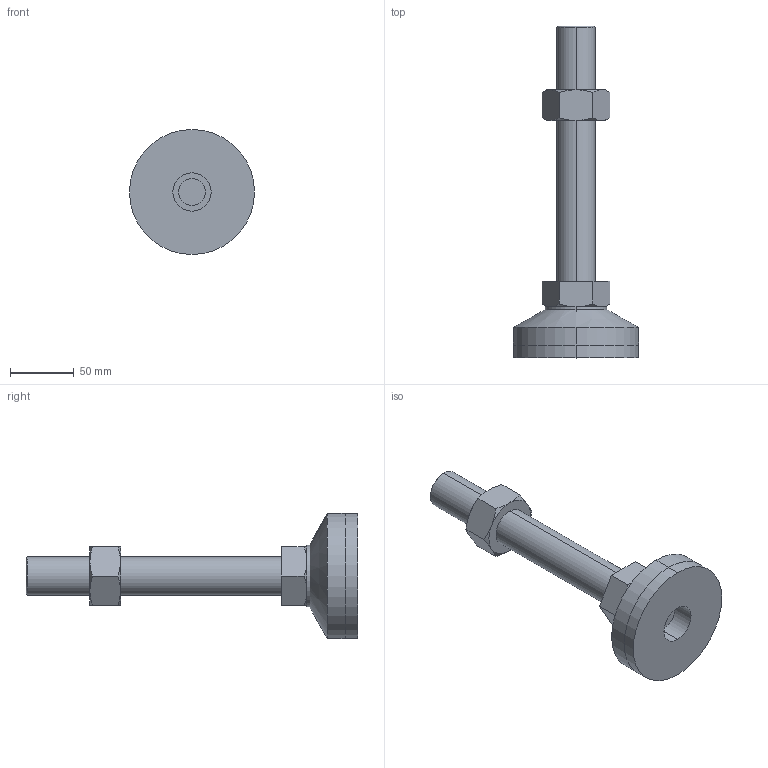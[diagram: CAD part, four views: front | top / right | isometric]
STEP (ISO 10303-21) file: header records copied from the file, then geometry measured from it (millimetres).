
FILE_DESCRIPTION (( 'STEP AP203' ), '1' );
FILE_NAME ('K-1276-B-30-200.STEP', '2009-08-05T01:38:04', ( ' ' ), ( ' ' ), 'SwSTEP 2.0', 'SolidWorks 2007', '' );
FILE_SCHEMA (( 'CONFIG_CONTROL_DESIGN' ));
Length unit declared in the file: millimetre
Products named in the file (6): K-1276-B底部パッド__ﾃﾞﾌｫﾙﾄ; K-1276-B-30-200; K-1276-B儃儖僩__K-1276-B-30-200; K-1276-B儚僢僔儍乕__M30; K-1276-B掙晹__棉太倌; K-1276-B六角ナット__M30
Assembly tree (5 placements, depth 2):
  K-1276-B-30-200
    K-1276-B底部パッド__ﾃﾞﾌｫﾙﾄ
    K-1276-B儚僢僔儍乕__M30
    K-1276-B六角ナット__M30
    K-1276-B儃儖僩__K-1276-B-30-200
    K-1276-B掙晹__棉太倌
Bounding box: 98 x 260 x 98 mm (x, y, z)
Volume: 436166.8 mm3; surface area: 83486.6 mm2
Topology: 5 solids, 5 shells, 70 faces, 146 edges, 90 vertices
Faces by surface type: plane 26, cylinder 22, cone 22
Entity records: 2688 total; most frequent: CARTESIAN_POINT 566, DIRECTION 332, ORIENTED_EDGE 292, EDGE_CURVE 146, AXIS2_PLACEMENT_3D 144, VERTEX_POINT 90, EDGE_LOOP 82, ADVANCED_FACE 70
